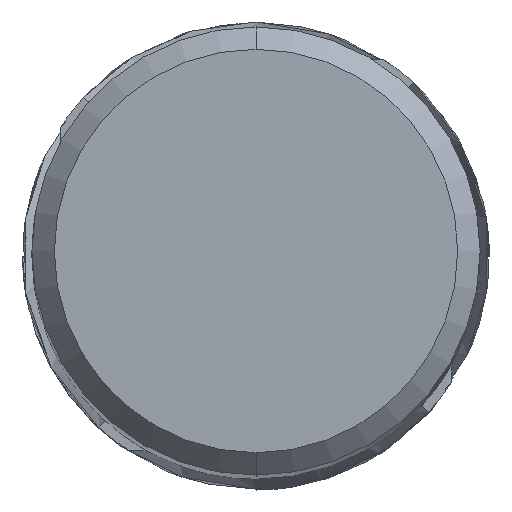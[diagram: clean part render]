
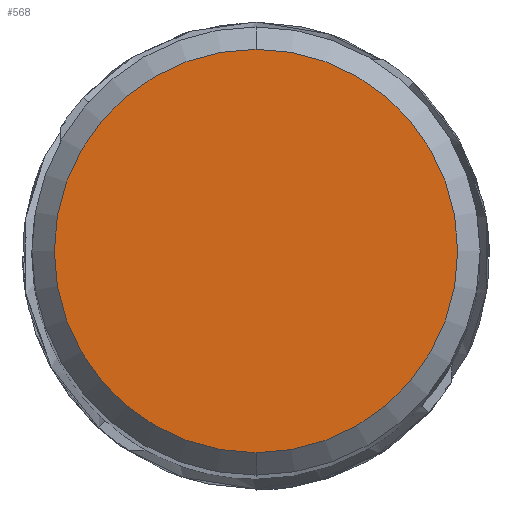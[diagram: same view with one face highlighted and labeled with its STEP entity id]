
A CAD part, top view. The second image highlights one B-rep face of the part: STEP entity #568.
In plain terms, the highlighted planar face has unit normal (0, 0, 1).
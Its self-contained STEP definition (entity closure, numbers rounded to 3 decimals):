
#520=VERTEX_POINT('',#1505);
#568=ADVANCED_FACE('',(#1557),#1558,.T.);
#600=EDGE_CURVE('',#1350,#520,#1591,.T.);
#1146=EDGE_CURVE('',#520,#1350,#2189,.T.);
#1350=VERTEX_POINT('',#2413);
#1505=CARTESIAN_POINT('',(0.,-5.4,0.0));
#1557=FACE_OUTER_BOUND('',#2668,.T.);
#1558=PLANE('',#2669);
#1591=CIRCLE('',#2783,5.4);
#2189=CIRCLE('',#6018,5.4);
#2413=CARTESIAN_POINT('',(0.0,5.4,0.0));
#2668=EDGE_LOOP('',(#8952,#8953));
#2669=AXIS2_PLACEMENT_3D('',#8954,#8955,#8956);
#2783=AXIS2_PLACEMENT_3D('',#8970,#8971,#8972);
#6018=AXIS2_PLACEMENT_3D('',#9623,#9624,#9625);
#8952=ORIENTED_EDGE('',*,*,#600,.F.);
#8953=ORIENTED_EDGE('',*,*,#1146,.F.);
#8954=CARTESIAN_POINT('',(0.0,2.7,0.0));
#8955=DIRECTION('',(-0.0,0.0,1.0));
#8956=DIRECTION('',(0.0,-1.0,0.0));
#8970=CARTESIAN_POINT('',(0.0,0.0,0.0));
#8971=DIRECTION('',(0.0,0.0,-1.0));
#8972=DIRECTION('',(0.0,1.0,0.0));
#9623=CARTESIAN_POINT('',(0.0,0.0,0.0));
#9624=DIRECTION('',(0.0,0.0,-1.0));
#9625=DIRECTION('',(0.0,1.0,0.0));
